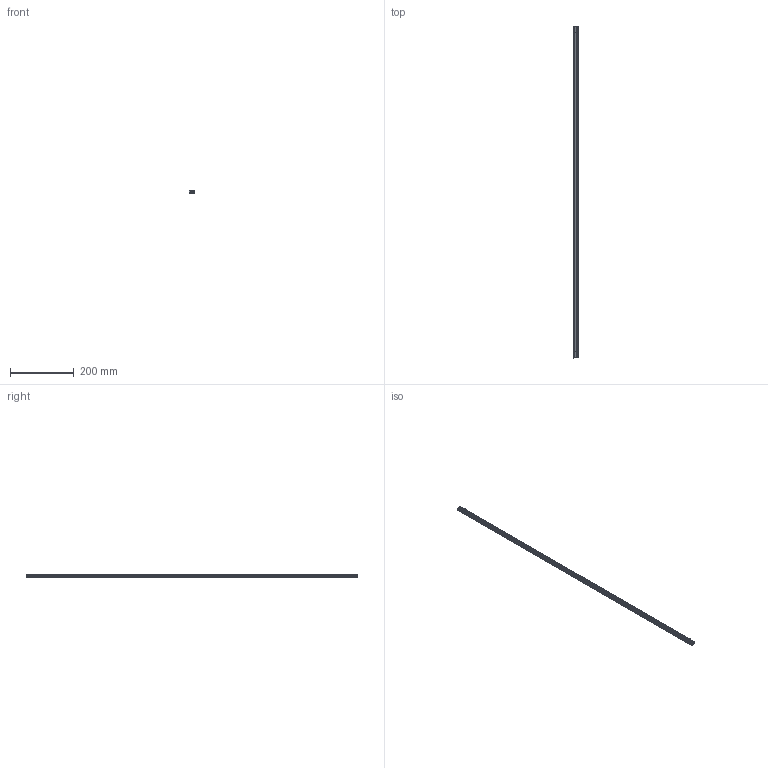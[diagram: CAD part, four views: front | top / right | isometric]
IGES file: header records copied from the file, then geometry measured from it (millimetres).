
Start section:  PTC IGES file: S0838UL637613.igs
Global section: file name: S0838UL637613.igs; native system: Creo Parametric by Parametric Technology Corporation; preprocessor: 2013230; author: rcru51; organization: Rex Nord Marbet spa; date: 20161021.085214; units: millimetre
Bounding box: 15.9 x 1040 x 9.04 mm (x, y, z)
Volume: 49361.9 mm3; surface area: 224122.4 mm2
Topology: 1 solids, 1 shells, 48 faces, 254 edges, 324 vertices
Faces by surface type: revolution 26, bspline 22
